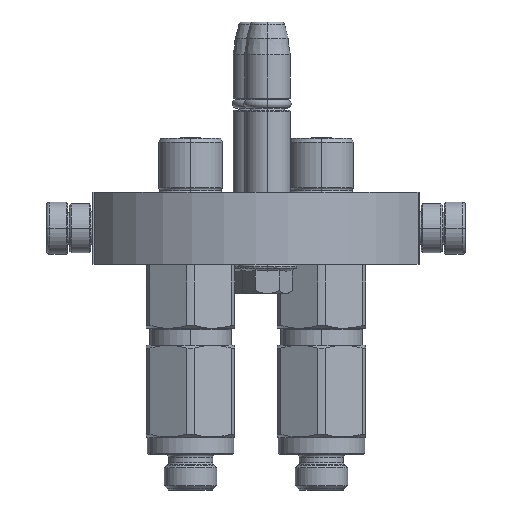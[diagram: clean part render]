
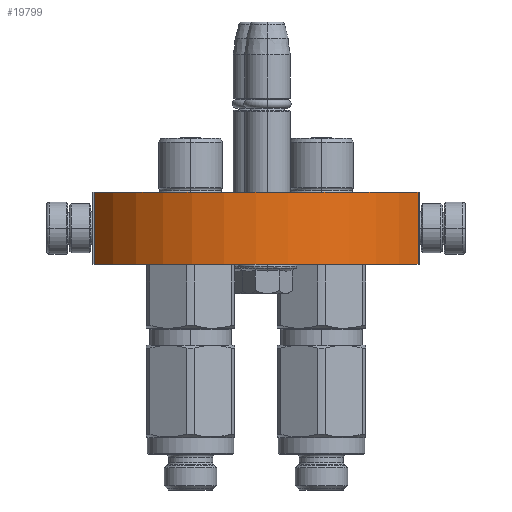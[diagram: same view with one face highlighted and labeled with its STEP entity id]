
A CAD part, left-side view. The second image highlights one B-rep face of the part: STEP entity #19799.
In plain terms, the highlighted cylindrical face has radius 57.25 mm (diameter 114.5 mm), a partial arc.
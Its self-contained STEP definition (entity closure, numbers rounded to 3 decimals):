
#1343 = DIRECTION ( 'NONE',  ( 1., 0., 0. ) ) ;
#1646 = DIRECTION ( 'NONE',  ( 0., 0., 1. ) ) ;
#1866 = VERTEX_POINT ( 'NONE', #2572 ) ;
#2572 = CARTESIAN_POINT ( 'NONE',  ( -49.5, 28.763, 22. ) ) ;
#3086 = EDGE_CURVE ( 'NONE', #8499, #37326, #14541, .T. ) ;
#4455 = CIRCLE ( 'NONE', #11161, 57.25 ) ;
#4961 = ORIENTED_EDGE ( 'NONE', *, *, #3086, .T. ) ;
#5587 = ORIENTED_EDGE ( 'NONE', *, *, #29510, .F. ) ;
#8292 = CARTESIAN_POINT ( 'NONE',  ( 0., 0., 0. ) ) ;
#8499 = VERTEX_POINT ( 'NONE', #19953 ) ;
#9048 = CARTESIAN_POINT ( 'NONE',  ( 49.5, 28.763, 0. ) ) ;
#9466 = DIRECTION ( 'NONE',  ( 0., 0., 1. ) ) ;
#10292 = EDGE_LOOP ( 'NONE', ( #4961, #24124, #5587, #33884 ) ) ;
#11161 = AXIS2_PLACEMENT_3D ( 'NONE', #26129, #9466, #19341 ) ;
#12552 = LINE ( 'NONE', #9048, #27460 ) ;
#14292 = LINE ( 'NONE', #32850, #41084 ) ;
#14541 = CIRCLE ( 'NONE', #36882, 57.25 ) ;
#14769 = DIRECTION ( 'NONE',  ( 0.865, 0.502, 0. ) ) ;
#17709 = CARTESIAN_POINT ( 'NONE',  ( 49.5, 28.763, 22. ) ) ;
#18248 = AXIS2_PLACEMENT_3D ( 'NONE', #30012, #40704, #1343 ) ;
#18378 = EDGE_CURVE ( 'NONE', #8499, #40667, #12552, .T. ) ;
#19161 = DIRECTION ( 'NONE',  ( 0., 0., 1. ) ) ;
#19341 = DIRECTION ( 'NONE',  ( 0.865, 0.502, 0. ) ) ;
#19799 = ADVANCED_FACE ( 'NONE', ( #33534 ), #32283, .T. ) ;
#19953 = CARTESIAN_POINT ( 'NONE',  ( 49.5, 28.763, 0. ) ) ;
#22468 = CARTESIAN_POINT ( 'NONE',  ( -49.5, 28.763, 0. ) ) ;
#24124 = ORIENTED_EDGE ( 'NONE', *, *, #41999, .T. ) ;
#25574 = DIRECTION ( 'NONE',  ( 0., 0., 1. ) ) ;
#26129 = CARTESIAN_POINT ( 'NONE',  ( 0., 0., 22. ) ) ;
#27460 = VECTOR ( 'NONE', #25574, 1000. ) ;
#29510 = EDGE_CURVE ( 'NONE', #40667, #1866, #4455, .T. ) ;
#30012 = CARTESIAN_POINT ( 'NONE',  ( 0., 0., 0. ) ) ;
#32283 = CYLINDRICAL_SURFACE ( 'NONE', #18248, 57.25 ) ;
#32850 = CARTESIAN_POINT ( 'NONE',  ( -49.5, 28.763, 0. ) ) ;
#33534 = FACE_OUTER_BOUND ( 'NONE', #10292, .T. ) ;
#33884 = ORIENTED_EDGE ( 'NONE', *, *, #18378, .F. ) ;
#36882 = AXIS2_PLACEMENT_3D ( 'NONE', #8292, #1646, #14769 ) ;
#37326 = VERTEX_POINT ( 'NONE', #22468 ) ;
#40667 = VERTEX_POINT ( 'NONE', #17709 ) ;
#40704 = DIRECTION ( 'NONE',  ( 0., 0., -1. ) ) ;
#41084 = VECTOR ( 'NONE', #19161, 1000. ) ;
#41999 = EDGE_CURVE ( 'NONE', #37326, #1866, #14292, .T. ) ;
